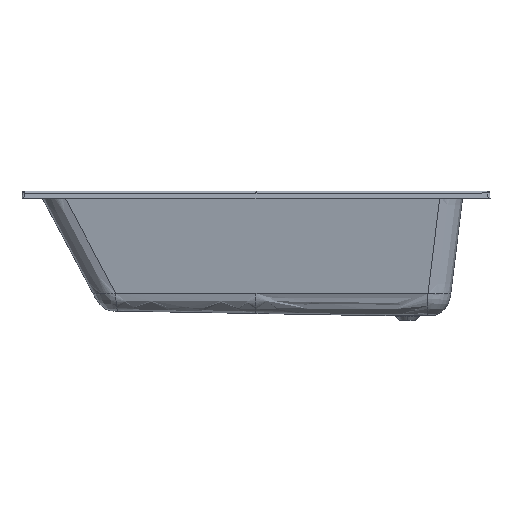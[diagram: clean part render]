
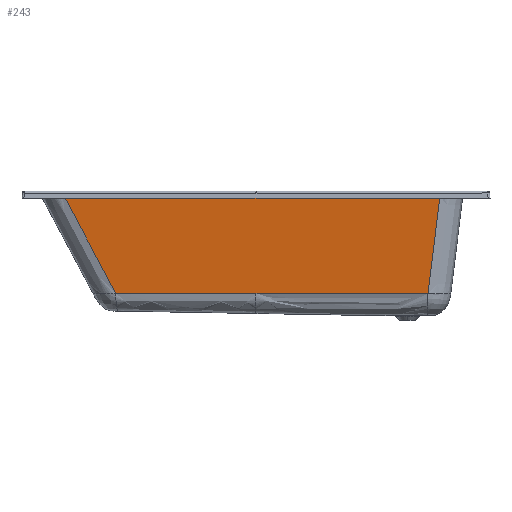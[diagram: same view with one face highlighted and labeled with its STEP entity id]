
A CAD part, front view. The second image highlights one B-rep face of the part: STEP entity #243.
In plain terms, the highlighted planar face has unit normal (0, -0.993, -0.122).
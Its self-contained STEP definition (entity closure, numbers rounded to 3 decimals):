
#243=ADVANCED_FACE('',(#724),#7336,.T.);
#724=FACE_OUTER_BOUND('',#1191,.T.);
#1191=EDGE_LOOP('',(#2613,#2614,#2615,#2616,#2617,#2618,#2619));
#2613=ORIENTED_EDGE('',*,*,#4415,.F.);
#2614=ORIENTED_EDGE('',*,*,#4416,.T.);
#2615=ORIENTED_EDGE('',*,*,#4378,.T.);
#2616=ORIENTED_EDGE('',*,*,#4417,.F.);
#2617=ORIENTED_EDGE('',*,*,#4418,.F.);
#2618=ORIENTED_EDGE('',*,*,#4450,.F.);
#2619=ORIENTED_EDGE('',*,*,#4414,.F.);
#4378=EDGE_CURVE('',#6523,#6555,#5793,.T.);
#4414=EDGE_CURVE('',#6583,#6584,#5827,.T.);
#4415=EDGE_CURVE('',#6557,#6583,#5828,.T.);
#4416=EDGE_CURVE('',#6557,#6523,#5829,.T.);
#4417=EDGE_CURVE('',#6585,#6555,#5830,.T.);
#4418=EDGE_CURVE('',#6586,#6585,#5831,.T.);
#4450=EDGE_CURVE('',#6584,#6586,#5861,.T.);
#5793=B_SPLINE_CURVE_WITH_KNOTS('',4,(#47729,#47730,#47731,#47732,#47733),
 .UNSPECIFIED.,.F.,.F.,(5,5),(-85.483,-45.32),
 .UNSPECIFIED.);
#5827=B_SPLINE_CURVE_WITH_KNOTS('',1,(#48052,#48053),.UNSPECIFIED.,.F.,
 .F.,(2,2),(0.,509.225),.UNSPECIFIED.);
#5828=B_SPLINE_CURVE_WITH_KNOTS('',1,(#48054,#48055),.UNSPECIFIED.,.F.,
 .F.,(2,2),(0.,624.79),.UNSPECIFIED.);
#5829=B_SPLINE_CURVE_WITH_KNOTS('',3,(#48056,#48057,#48058,#48059),
 .UNSPECIFIED.,.F.,.F.,(4,4),(-373.289,-15.626),
 .UNSPECIFIED.);
#5830=B_SPLINE_CURVE_WITH_KNOTS('',5,(#48060,#48061,#48062,#48063,#48064,
#48065,#48066,#48067,#48068,#48069,#48070,#48071,#48072,#48073,#48074,#48075,
#48076,#48077,#48078,#48079,#48080,#48081,#48082,#48083,#48084,#48085,#48086),
 .UNSPECIFIED.,.F.,.F.,(6,3,3,3,3,3,3,3,6),(270.673,371.436,
549.364,701.096,1037.6,1127.598,1190.584,1211.216,
1234.187),.UNSPECIFIED.);
#5831=B_SPLINE_CURVE_WITH_KNOTS('',5,(#48087,#48088,#48089,#48090,#48091,
#48092,#48093,#48094,#48095,#48096,#48097,#48098,#48099,#48100,#48101,#48102,
#48103,#48104),.UNSPECIFIED.,.F.,.F.,(6,3,3,3,3,6),(586.71,635.377,
737.071,949.721,1162.37,1493.458),.UNSPECIFIED.);
#5861=B_SPLINE_CURVE_WITH_KNOTS('',5,(#48466,#48467,#48468,#48469,#48470,
#48471),.UNSPECIFIED.,.F.,.F.,(6,6),(-209.728,202.968),
 .UNSPECIFIED.);
#6523=VERTEX_POINT('',#46484);
#6555=VERTEX_POINT('',#46516);
#6557=VERTEX_POINT('',#46518);
#6583=VERTEX_POINT('',#46544);
#6584=VERTEX_POINT('',#46545);
#6585=VERTEX_POINT('',#46546);
#6586=VERTEX_POINT('',#46547);
#7336=PLANE('',#7464);
#7464=AXIS2_PLACEMENT_3D('',#23382,#7575,$);
#7575=DIRECTION('',(0.,-0.993,-0.122));
#23382=CARTESIAN_POINT('',(828.06,-290.392,262.732));
#46484=CARTESIAN_POINT('',(668.244,-284.765,216.906));
#46516=CARTESIAN_POINT('',(688.936,-285.934,226.426));
#46518=CARTESIAN_POINT('',(624.927,-241.448,-135.881));
#46544=CARTESIAN_POINT('',(0.136,-241.448,-135.881));
#46545=CARTESIAN_POINT('',(-509.088,-241.448,-135.881));
#46546=CARTESIAN_POINT('',(0.136,-285.935,226.434));
#46547=CARTESIAN_POINT('',(-701.709,-285.929,226.386));
#47729=CARTESIAN_POINT('',(668.244,-284.765,216.906));
#47730=CARTESIAN_POINT('',(673.249,-285.077,219.45));
#47731=CARTESIAN_POINT('',(678.296,-285.383,221.943));
#47732=CARTESIAN_POINT('',(683.488,-285.675,224.32));
#47733=CARTESIAN_POINT('',(688.936,-285.934,226.426));
#48052=CARTESIAN_POINT('',(0.136,-241.448,-135.881));
#48053=CARTESIAN_POINT('',(-509.088,-241.448,-135.881));
#48054=CARTESIAN_POINT('',(624.927,-241.448,-135.881));
#48055=CARTESIAN_POINT('',(0.136,-241.448,-135.881));
#48056=CARTESIAN_POINT('',(624.927,-241.448,-135.881));
#48057=CARTESIAN_POINT('',(639.366,-255.887,-18.285));
#48058=CARTESIAN_POINT('',(653.805,-270.326,99.311));
#48059=CARTESIAN_POINT('',(668.244,-284.765,216.906));
#48060=CARTESIAN_POINT('',(0.136,-285.935,226.434));
#48061=CARTESIAN_POINT('',(14.387,-285.935,226.433));
#48062=CARTESIAN_POINT('',(28.637,-285.934,226.432));
#48063=CARTESIAN_POINT('',(42.888,-285.934,226.431));
#48064=CARTESIAN_POINT('',(82.302,-285.934,226.429));
#48065=CARTESIAN_POINT('',(121.716,-285.934,226.427));
#48066=CARTESIAN_POINT('',(142.309,-285.934,226.426));
#48067=CARTESIAN_POINT('',(188.931,-285.933,226.423));
#48068=CARTESIAN_POINT('',(235.553,-285.933,226.421));
#48069=CARTESIAN_POINT('',(270.966,-285.933,226.419));
#48070=CARTESIAN_POINT('',(340.015,-285.932,226.415));
#48071=CARTESIAN_POINT('',(409.064,-285.932,226.41));
#48072=CARTESIAN_POINT('',(458.721,-285.931,226.406));
#48073=CARTESIAN_POINT('',(519.039,-285.931,226.4));
#48074=CARTESIAN_POINT('',(579.357,-285.929,226.391));
#48075=CARTESIAN_POINT('',(587.83,-285.929,226.39));
#48076=CARTESIAN_POINT('',(609.466,-285.929,226.386));
#48077=CARTESIAN_POINT('',(631.102,-285.928,226.382));
#48078=CARTESIAN_POINT('',(640.011,-285.928,226.381));
#48079=CARTESIAN_POINT('',(651.834,-285.928,226.377));
#48080=CARTESIAN_POINT('',(663.66,-285.927,226.371));
#48081=CARTESIAN_POINT('',(666.835,-285.927,226.37));
#48082=CARTESIAN_POINT('',(673.005,-285.927,226.369));
#48083=CARTESIAN_POINT('',(679.179,-285.928,226.38));
#48084=CARTESIAN_POINT('',(682.431,-285.929,226.391));
#48085=CARTESIAN_POINT('',(685.684,-285.931,226.406));
#48086=CARTESIAN_POINT('',(688.936,-285.934,226.426));
#48087=CARTESIAN_POINT('',(-701.709,-285.929,226.386));
#48088=CARTESIAN_POINT('',(-694.823,-285.929,226.387));
#48089=CARTESIAN_POINT('',(-687.943,-285.93,226.394));
#48090=CARTESIAN_POINT('',(-681.06,-285.93,226.393));
#48091=CARTESIAN_POINT('',(-659.795,-285.93,226.397));
#48092=CARTESIAN_POINT('',(-638.53,-285.931,226.4));
#48093=CARTESIAN_POINT('',(-630.112,-285.931,226.401));
#48094=CARTESIAN_POINT('',(-585.656,-285.931,226.406));
#48095=CARTESIAN_POINT('',(-541.199,-285.932,226.41));
#48096=CARTESIAN_POINT('',(-511.125,-285.932,226.413));
#48097=CARTESIAN_POINT('',(-450.977,-285.933,226.417));
#48098=CARTESIAN_POINT('',(-390.828,-285.933,226.42));
#48099=CARTESIAN_POINT('',(-360.754,-285.933,226.421));
#48100=CARTESIAN_POINT('',(-283.855,-285.934,226.424));
#48101=CARTESIAN_POINT('',(-206.957,-285.934,226.427));
#48102=CARTESIAN_POINT('',(-93.513,-285.934,226.43));
#48103=CARTESIAN_POINT('',(-46.688,-285.935,226.432));
#48104=CARTESIAN_POINT('',(0.136,-285.935,226.434));
#48466=CARTESIAN_POINT('',(-509.088,-241.448,-135.881));
#48467=CARTESIAN_POINT('',(-547.612,-250.344,-63.427));
#48468=CARTESIAN_POINT('',(-586.136,-259.241,9.026));
#48469=CARTESIAN_POINT('',(-624.66,-268.137,81.479));
#48470=CARTESIAN_POINT('',(-663.184,-277.033,153.932));
#48471=CARTESIAN_POINT('',(-701.709,-285.929,226.386));
